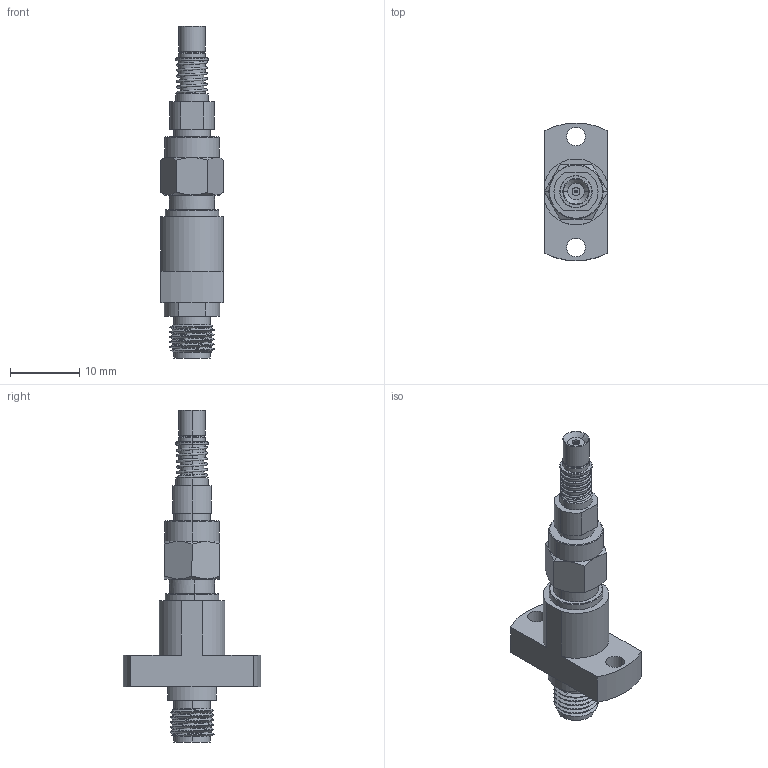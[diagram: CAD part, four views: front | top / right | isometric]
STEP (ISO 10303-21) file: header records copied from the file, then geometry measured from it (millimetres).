
FILE_DESCRIPTION (( 'STEP AP214' ), '1' );
FILE_NAME ('MOD-HF66-0075.STEP', '2021-10-26T12:12:49', ( '' ), ( '' ), 'SwSTEP 2.0', 'SolidWorks 2020', '' );
FILE_SCHEMA (( 'AUTOMOTIVE_DESIGN' ));
Length unit declared in the file: millimetre
Products named in the file (1): MOD-HF66-0075
Bounding box: 9.17 x 19.85 x 47.87 mm (x, y, z)
Volume: 2312.8 mm3; surface area: 1783.7 mm2
Topology: 1 solids, 1 shells, 166 faces, 479 edges, 348 vertices
Faces by surface type: cylinder 63, plane 56, cone 30, bspline 11, torus 4, sphere 2
Entity records: 11428 total; most frequent: CARTESIAN_POINT 5277, ORIENTED_EDGE 954, DIRECTION 811, EDGE_CURVE 477, VERTEX_POINT 348, AXIS2_PLACEMENT_3D 304, EDGE_LOOP 207, LINE 203
